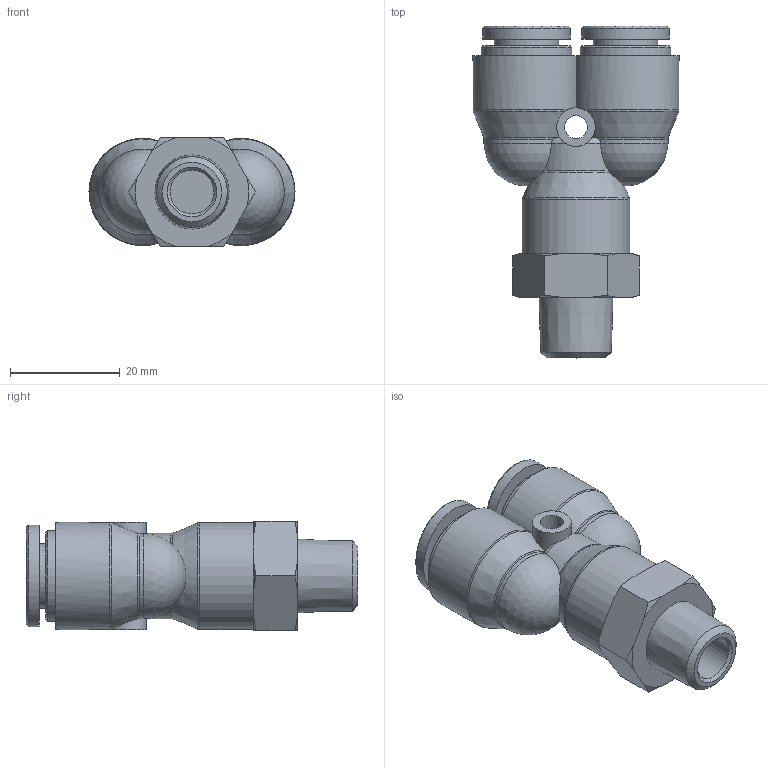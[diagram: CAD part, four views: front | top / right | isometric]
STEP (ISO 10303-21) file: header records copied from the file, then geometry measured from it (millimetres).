
FILE_DESCRIPTION((''),'2;1');
FILE_NAME('HR-PWT 1002.stp','2020-03-19T16:10:27',('user'),(''),'Autodesk Inventor 2013','Autodesk Inventor 2013','');
FILE_SCHEMA(('AUTOMOTIVE_DESIGN { 1 0 10303 214 1 1 1 1 }'));
Length unit declared in the file: millimetre
Products named in the file (6): 조립품1 (세부 수준1); HR-PY 10 BODY; HR-COLLAR 10; HR-Collar 10L(SUS); HR-SLEEVE 10; HR-PL BODY 1002
Assembly tree (6 placements, depth 3):
  조립품1 (세부 수준1)
    HR-PY 10 BODY
    HR-COLLAR 10  x2
      HR-Collar 10L(SUS)
      HR-SLEEVE 10
    HR-PL BODY 1002
Bounding box: 37.5 x 60.4 x 20 mm (x, y, z)
Volume: 16346.5 mm3; surface area: 9777.9 mm2
Topology: 6 solids, 6 shells, 290 faces, 748 edges, 496 vertices
Faces by surface type: plane 150, bspline 82, cone 26, cylinder 20, torus 10, sphere 2
Full cylindrical faces by diameter (mm): 4.2 x1, 7 x2, 8 x1, 10.15 x2, 10.2 x3, 11.7 x2, 16.5 x2, 19.5 x1
Entity records: 5929 total; most frequent: CARTESIAN_POINT 1922, ORIENTED_EDGE 854, DIRECTION 647, EDGE_CURVE 427, VERTEX_POINT 295, EDGE_LOOP 222, AXIS2_PLACEMENT_3D 218, VECTOR 211
